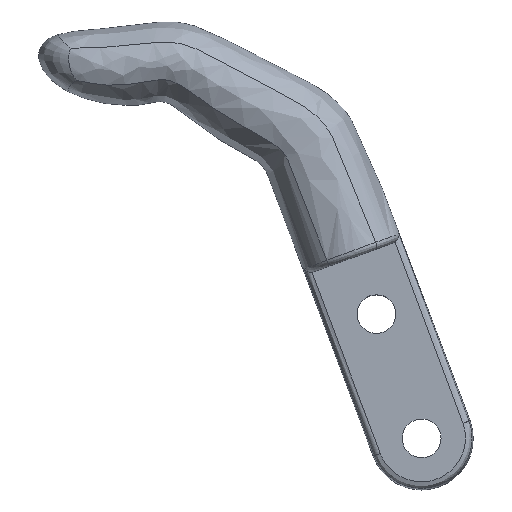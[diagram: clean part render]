
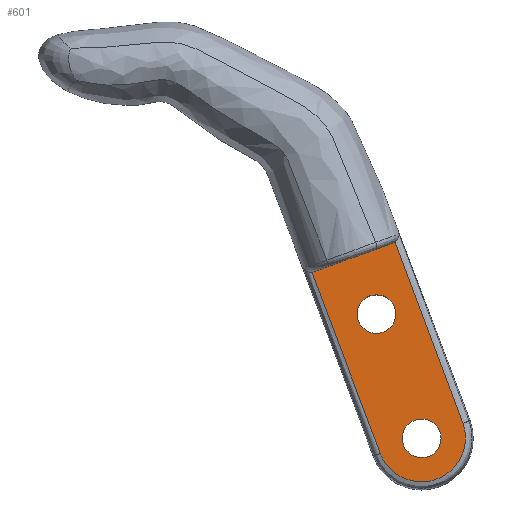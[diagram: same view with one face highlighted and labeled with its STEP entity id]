
A CAD part, top view. The second image highlights one B-rep face of the part: STEP entity #601.
In plain terms, the highlighted planar face has unit normal (0, 0, 1).
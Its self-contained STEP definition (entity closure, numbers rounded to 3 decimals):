
#17=FACE_BOUND('',#173,.T.);
#18=FACE_BOUND('',#174,.T.);
#21=PLANE('',#655);
#28=B_SPLINE_CURVE_WITH_KNOTS('',3,(#823,#824,#825,#826,#827,#828,#829,
#830,#831,#832),.UNSPECIFIED.,.F.,.F.,(4,1,1,1,1,1,1,4),(-2.127,
-1.823,-1.519,-1.216,-0.912,
-0.608,-0.304,0.),
 .UNSPECIFIED.);
#32=B_SPLINE_CURVE_WITH_KNOTS('',3,(#889,#890,#891,#892,#893,#894),
 .UNSPECIFIED.,.F.,.F.,(4,2,4),(0.,2.702,3.),
 .UNSPECIFIED.);
#33=B_SPLINE_CURVE_WITH_KNOTS('',3,(#896,#897,#898,#899),.UNSPECIFIED.,
 .F.,.F.,(4,4),(3.,3.004),.UNSPECIFIED.);
#37=B_SPLINE_CURVE_WITH_KNOTS('',3,(#946,#947,#948,#949,#950,#951,#952,
#953,#954,#955),.UNSPECIFIED.,.F.,.F.,(4,3,3,4),(-0.165,-0.15,
-0.14,-0.131),.UNSPECIFIED.);
#43=B_SPLINE_CURVE_WITH_KNOTS('',3,(#1042,#1043,#1044,#1045,#1046,#1047,
#1048),.UNSPECIFIED.,.F.,.F.,(4,3,4),(-0.029,-0.015,
0.),.UNSPECIFIED.);
#44=B_SPLINE_CURVE_WITH_KNOTS('',3,(#1080,#1081,#1082,#1083,#1084,#1085),
 .UNSPECIFIED.,.F.,.F.,(4,2,4),(-3.,-2.764,0.),
 .UNSPECIFIED.);
#46=B_SPLINE_CURVE_WITH_KNOTS('',3,(#1092,#1093,#1094,#1095),
 .UNSPECIFIED.,.F.,.F.,(4,4),(-3.005,-3.),
 .UNSPECIFIED.);
#132=FACE_OUTER_BOUND('',#172,.T.);
#172=EDGE_LOOP('',(#433,#434,#435,#436,#437,#438,#439,#440));
#173=EDGE_LOOP('',(#441));
#174=EDGE_LOOP('',(#442));
#210=LINE('',#1097,#218);
#218=VECTOR('',#700,10.);
#224=CIRCLE('',#648,3.);
#226=CIRCLE('',#651,3.);
#243=VERTEX_POINT('',#752);
#245=VERTEX_POINT('',#758);
#248=VERTEX_POINT('',#814);
#249=VERTEX_POINT('',#822);
#252=VERTEX_POINT('',#888);
#253=VERTEX_POINT('',#895);
#257=VERTEX_POINT('',#940);
#258=VERTEX_POINT('',#945);
#261=VERTEX_POINT('',#1033);
#262=VERTEX_POINT('',#1079);
#301=EDGE_CURVE('',#243,#243,#224,.T.);
#304=EDGE_CURVE('',#245,#245,#226,.T.);
#308=EDGE_CURVE('',#248,#249,#28,.T.);
#312=EDGE_CURVE('',#249,#252,#32,.T.);
#313=EDGE_CURVE('',#252,#253,#33,.T.);
#318=EDGE_CURVE('',#257,#258,#37,.T.);
#325=EDGE_CURVE('',#253,#261,#43,.T.);
#326=EDGE_CURVE('',#262,#248,#44,.T.);
#328=EDGE_CURVE('',#258,#262,#46,.T.);
#329=EDGE_CURVE('',#261,#257,#210,.T.);
#433=ORIENTED_EDGE('',*,*,#312,.F.);
#434=ORIENTED_EDGE('',*,*,#308,.F.);
#435=ORIENTED_EDGE('',*,*,#326,.F.);
#436=ORIENTED_EDGE('',*,*,#328,.F.);
#437=ORIENTED_EDGE('',*,*,#318,.F.);
#438=ORIENTED_EDGE('',*,*,#329,.F.);
#439=ORIENTED_EDGE('',*,*,#325,.F.);
#440=ORIENTED_EDGE('',*,*,#313,.F.);
#441=ORIENTED_EDGE('',*,*,#301,.T.);
#442=ORIENTED_EDGE('',*,*,#304,.T.);
#601=ADVANCED_FACE('',(#132,#17,#18),#21,.F.);
#648=AXIS2_PLACEMENT_3D('',#753,#682,#683);
#651=AXIS2_PLACEMENT_3D('',#759,#689,#690);
#655=AXIS2_PLACEMENT_3D('',#1096,#698,#699);
#682=DIRECTION('center_axis',(0.,0.,
-1.));
#683=DIRECTION('ref_axis',(-1.,0.,0.));
#689=DIRECTION('center_axis',(0.,0.,
-1.));
#690=DIRECTION('ref_axis',(-1.,0.,0.));
#698=DIRECTION('center_axis',(0.,0.,
-1.));
#699=DIRECTION('ref_axis',(-1.,0.,0.));
#700=DIRECTION('',(0.94,0.342,0.));
#752=CARTESIAN_POINT('',(6.419,-9.394,2.5));
#753=CARTESIAN_POINT('Origin',(3.419,-9.394,2.5));
#758=CARTESIAN_POINT('',(-0.592,9.87,2.5));
#759=CARTESIAN_POINT('Origin',(-3.592,9.87,2.5));
#814=CARTESIAN_POINT('',(9.831,-7.06,2.5));
#822=CARTESIAN_POINT('',(-2.993,-11.727,2.5));
#823=CARTESIAN_POINT('Ctrl Pts',(9.831,-7.06,2.5));
#824=CARTESIAN_POINT('Ctrl Pts',(10.169,-8.013,2.5));
#825=CARTESIAN_POINT('Ctrl Pts',(10.409,-10.076,2.5));
#826=CARTESIAN_POINT('Ctrl Pts',(9.391,-13.02,2.5));
#827=CARTESIAN_POINT('Ctrl Pts',(7.203,-15.238,2.5));
#828=CARTESIAN_POINT('Ctrl Pts',(4.276,-16.302,2.5));
#829=CARTESIAN_POINT('Ctrl Pts',(1.175,-16.011,2.5));
#830=CARTESIAN_POINT('Ctrl Pts',(-1.497,-14.409,2.5));
#831=CARTESIAN_POINT('Ctrl Pts',(-2.639,-12.675,2.5));
#832=CARTESIAN_POINT('Ctrl Pts',(-2.993,-11.727,2.5));
#888=CARTESIAN_POINT('',(-13.577,16.342,2.5));
#889=CARTESIAN_POINT('Ctrl Pts',(-2.993,-11.727,2.5));
#890=CARTESIAN_POINT('Ctrl Pts',(-6.073,-3.264,2.5));
#891=CARTESIAN_POINT('Ctrl Pts',(-9.189,5.187,2.5));
#892=CARTESIAN_POINT('Ctrl Pts',(-12.851,14.493,2.5));
#893=CARTESIAN_POINT('Ctrl Pts',(-13.214,15.418,2.5));
#894=CARTESIAN_POINT('Ctrl Pts',(-13.578,16.342,2.5));
#895=CARTESIAN_POINT('',(-13.591,16.376,2.5));
#896=CARTESIAN_POINT('Ctrl Pts',(-13.578,16.342,2.5));
#897=CARTESIAN_POINT('Ctrl Pts',(-13.582,16.353,2.5));
#898=CARTESIAN_POINT('Ctrl Pts',(-13.587,16.364,2.5));
#899=CARTESIAN_POINT('Ctrl Pts',(-13.591,16.376,2.5));
#940=CARTESIAN_POINT('',(-0.991,20.923,2.5));
#945=CARTESIAN_POINT('',(-0.696,21.083,2.5));
#946=CARTESIAN_POINT('Ctrl Pts',(-0.991,20.923,2.501));
#947=CARTESIAN_POINT('Ctrl Pts',(-0.946,20.939,2.501));
#948=CARTESIAN_POINT('Ctrl Pts',(-0.903,20.958,2.501));
#949=CARTESIAN_POINT('Ctrl Pts',(-0.861,20.98,2.501));
#950=CARTESIAN_POINT('Ctrl Pts',(-0.829,20.996,2.501));
#951=CARTESIAN_POINT('Ctrl Pts',(-0.798,21.014,2.501));
#952=CARTESIAN_POINT('Ctrl Pts',(-0.768,21.033,2.501));
#953=CARTESIAN_POINT('Ctrl Pts',(-0.743,21.049,2.501));
#954=CARTESIAN_POINT('Ctrl Pts',(-0.719,21.066,2.501));
#955=CARTESIAN_POINT('Ctrl Pts',(-0.695,21.084,2.501));
#1033=CARTESIAN_POINT('',(-13.308,16.44,2.5));
#1042=CARTESIAN_POINT('Ctrl Pts',(-13.592,16.377,2.501));
#1043=CARTESIAN_POINT('Ctrl Pts',(-13.544,16.381,2.501));
#1044=CARTESIAN_POINT('Ctrl Pts',(-13.496,16.389,2.501));
#1045=CARTESIAN_POINT('Ctrl Pts',(-13.448,16.399,2.501));
#1046=CARTESIAN_POINT('Ctrl Pts',(-13.401,16.409,2.501));
#1047=CARTESIAN_POINT('Ctrl Pts',(-13.355,16.423,2.501));
#1048=CARTESIAN_POINT('Ctrl Pts',(-13.309,16.44,2.501));
#1079=CARTESIAN_POINT('',(-0.678,21.037,2.5));
#1080=CARTESIAN_POINT('Ctrl Pts',(-0.678,21.037,2.5));
#1081=CARTESIAN_POINT('Ctrl Pts',(-0.394,20.302,2.5));
#1082=CARTESIAN_POINT('Ctrl Pts',(-0.111,19.568,2.5));
#1083=CARTESIAN_POINT('Ctrl Pts',(3.497,10.242,2.5));
#1084=CARTESIAN_POINT('Ctrl Pts',(6.68,1.597,2.5));
#1085=CARTESIAN_POINT('Ctrl Pts',(9.831,-7.06,2.5));
#1092=CARTESIAN_POINT('Ctrl Pts',(-0.696,21.083,2.5));
#1093=CARTESIAN_POINT('Ctrl Pts',(-0.69,21.067,2.5));
#1094=CARTESIAN_POINT('Ctrl Pts',(-0.684,21.052,2.5));
#1095=CARTESIAN_POINT('Ctrl Pts',(-0.678,21.037,2.5));
#1096=CARTESIAN_POINT('Origin',(-7.203,2.699,2.5));
#1097=CARTESIAN_POINT('',(-12.469,16.745,2.5));
